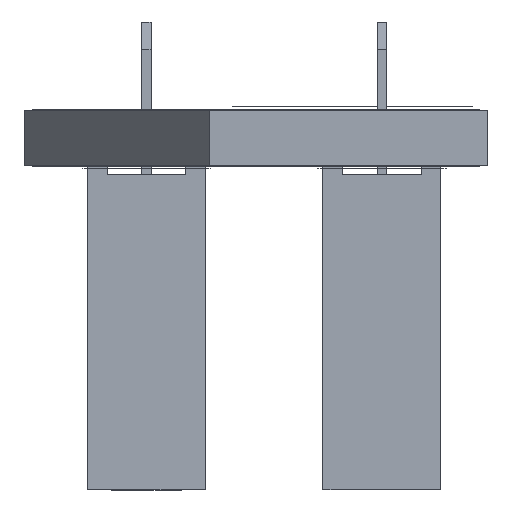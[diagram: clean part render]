
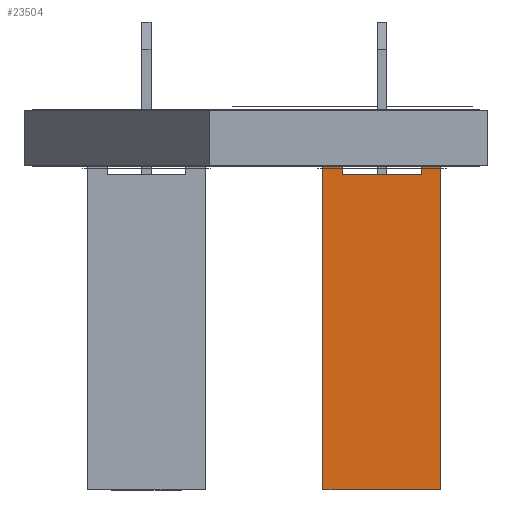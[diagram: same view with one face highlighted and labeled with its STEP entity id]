
A CAD part, left-side view. The second image highlights one B-rep face of the part: STEP entity #23504.
In plain terms, the highlighted face is planar.
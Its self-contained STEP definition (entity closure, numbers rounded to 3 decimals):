
#23468 = EDGE_CURVE('',#23469,#23471,#23473,.T.);
#23469 = VERTEX_POINT('',#23470);
#23470 = CARTESIAN_POINT('',(1.27,-8.89,0.));
#23471 = VERTEX_POINT('',#23472);
#23472 = CARTESIAN_POINT('',(1.27,-8.89,7.));
#23473 = LINE('',#23474,#23475);
#23474 = CARTESIAN_POINT('',(1.27,-8.89,0.));
#23475 = VECTOR('',#23476,1.);
#23476 = DIRECTION('',(0.,0.,1.));
#23504 = ADVANCED_FACE('',(#23505),#23562,.F.);
#23505 = FACE_BOUND('',#23506,.F.);
#23506 = EDGE_LOOP('',(#23507,#23517,#23525,#23531,#23532,#23540,#23548,
    #23556));
#23507 = ORIENTED_EDGE('',*,*,#23508,.F.);
#23508 = EDGE_CURVE('',#23509,#23511,#23513,.T.);
#23509 = VERTEX_POINT('',#23510);
#23510 = CARTESIAN_POINT('',(-1.27,-8.89,0.));
#23511 = VERTEX_POINT('',#23512);
#23512 = CARTESIAN_POINT('',(-0.847,-8.89,0.));
#23513 = LINE('',#23514,#23515);
#23514 = CARTESIAN_POINT('',(-1.27,-8.89,0.));
#23515 = VECTOR('',#23516,1.);
#23516 = DIRECTION('',(1.,0.,0.));
#23517 = ORIENTED_EDGE('',*,*,#23518,.T.);
#23518 = EDGE_CURVE('',#23509,#23519,#23521,.T.);
#23519 = VERTEX_POINT('',#23520);
#23520 = CARTESIAN_POINT('',(-1.27,-8.89,7.));
#23521 = LINE('',#23522,#23523);
#23522 = CARTESIAN_POINT('',(-1.27,-8.89,0.));
#23523 = VECTOR('',#23524,1.);
#23524 = DIRECTION('',(0.,0.,1.));
#23525 = ORIENTED_EDGE('',*,*,#23526,.T.);
#23526 = EDGE_CURVE('',#23519,#23471,#23527,.T.);
#23527 = LINE('',#23528,#23529);
#23528 = CARTESIAN_POINT('',(-1.27,-8.89,7.));
#23529 = VECTOR('',#23530,1.);
#23530 = DIRECTION('',(1.,0.,0.));
#23531 = ORIENTED_EDGE('',*,*,#23468,.F.);
#23532 = ORIENTED_EDGE('',*,*,#23533,.F.);
#23533 = EDGE_CURVE('',#23534,#23469,#23536,.T.);
#23534 = VERTEX_POINT('',#23535);
#23535 = CARTESIAN_POINT('',(0.847,-8.89,0.));
#23536 = LINE('',#23537,#23538);
#23537 = CARTESIAN_POINT('',(-1.27,-8.89,0.));
#23538 = VECTOR('',#23539,1.);
#23539 = DIRECTION('',(1.,0.,0.));
#23540 = ORIENTED_EDGE('',*,*,#23541,.T.);
#23541 = EDGE_CURVE('',#23534,#23542,#23544,.T.);
#23542 = VERTEX_POINT('',#23543);
#23543 = CARTESIAN_POINT('',(0.847,-8.89,0.2));
#23544 = LINE('',#23545,#23546);
#23545 = CARTESIAN_POINT('',(0.847,-8.89,0.));
#23546 = VECTOR('',#23547,1.);
#23547 = DIRECTION('',(0.,0.,1.));
#23548 = ORIENTED_EDGE('',*,*,#23549,.F.);
#23549 = EDGE_CURVE('',#23550,#23542,#23552,.T.);
#23550 = VERTEX_POINT('',#23551);
#23551 = CARTESIAN_POINT('',(-0.847,-8.89,0.2));
#23552 = LINE('',#23553,#23554);
#23553 = CARTESIAN_POINT('',(-0.847,-8.89,0.2));
#23554 = VECTOR('',#23555,1.);
#23555 = DIRECTION('',(1.,0.,0.));
#23556 = ORIENTED_EDGE('',*,*,#23557,.F.);
#23557 = EDGE_CURVE('',#23511,#23550,#23558,.T.);
#23558 = LINE('',#23559,#23560);
#23559 = CARTESIAN_POINT('',(-0.847,-8.89,0.));
#23560 = VECTOR('',#23561,1.);
#23561 = DIRECTION('',(0.,0.,1.));
#23562 = PLANE('',#23563);
#23563 = AXIS2_PLACEMENT_3D('',#23564,#23565,#23566);
#23564 = CARTESIAN_POINT('',(-1.27,-8.89,0.));
#23565 = DIRECTION('',(0.,1.,0.));
#23566 = DIRECTION('',(1.,0.,0.));
